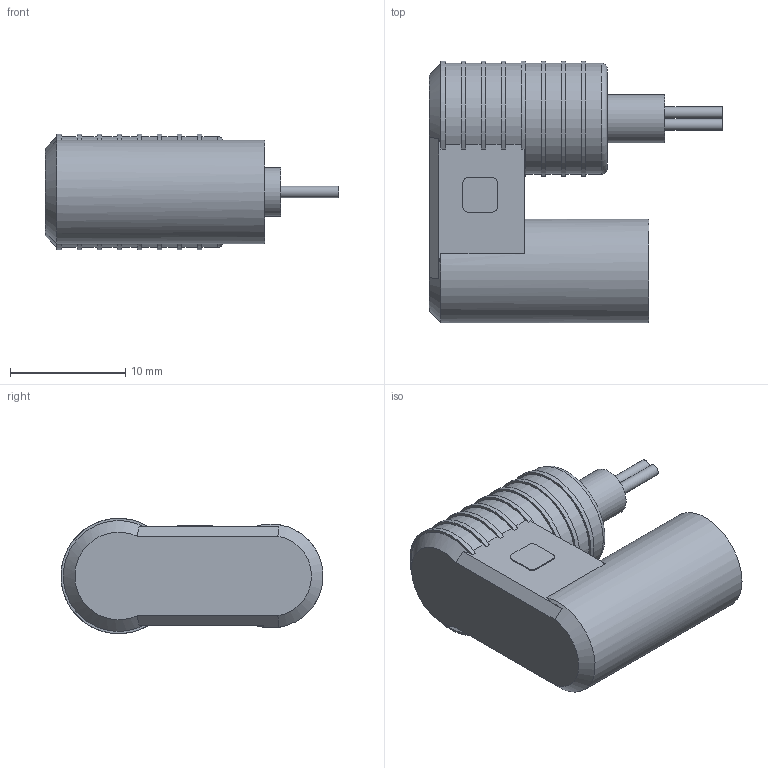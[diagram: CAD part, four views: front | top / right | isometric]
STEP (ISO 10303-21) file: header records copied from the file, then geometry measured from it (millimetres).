
FILE_DESCRIPTION(/* description */ ('STEP AP214'),/* implementation_level */ '2;1');
FILE_NAME(/* name */ '150011_SMEO-4U-K-LED_230',/* time_stamp */ '2024-09-15T08:20:58+02:00',/* author */ ('License CC BY-ND 4.0'),/* organization */ ('CADENAS'),/* preprocessor_version */ 'ST-DEVELOPER v19.3',/* originating_system */ 'PARTsolutions',/* authorisation */ ' ');
FILE_SCHEMA (('AUTOMOTIVE_DESIGN {1 0 10303 214 3 1 1}'));
Length unit declared in the file: millimetre
Products named in the file (1): 150011 SMEO-4U-K-LED-230
Bounding box: 25.4 x 22.7 x 10 mm (x, y, z)
Volume: 2772.5 mm3; surface area: 1486.4 mm2
Topology: 1 solids, 1 shells, 61 faces, 143 edges, 95 vertices
Faces by surface type: plane 33, cylinder 24, cone 3, torus 1
Full cylindrical faces by diameter (mm): 1 x2, 4.2 x1, 9 x1, 9.6 x4, 10 x4
Entity records: 2137 total; most frequent: CARTESIAN_POINT 308, DIRECTION 299, ORIENTED_EDGE 254, EDGE_CURVE 127, AXIS2_PLACEMENT_3D 119, VERTEX_POINT 92, EDGE_LOOP 85, FACE_BOUND 85
